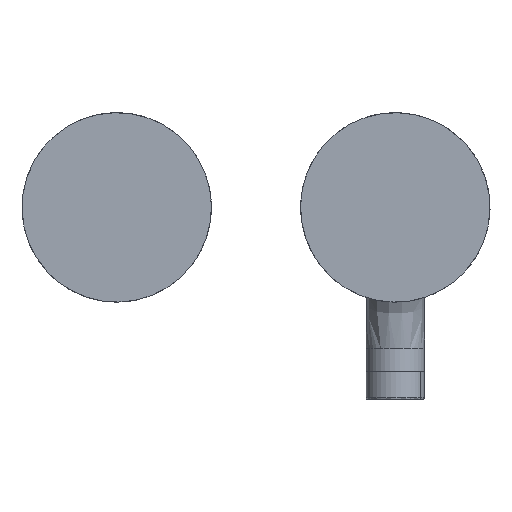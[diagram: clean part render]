
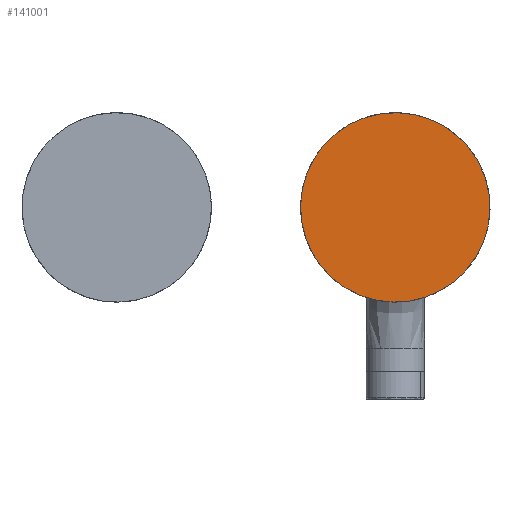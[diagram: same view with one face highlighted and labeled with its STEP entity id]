
A CAD part, left-side view. The second image highlights one B-rep face of the part: STEP entity #141001.
In plain terms, the highlighted face is planar.
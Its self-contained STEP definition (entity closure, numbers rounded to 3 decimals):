
#140711=CARTESIAN_POINT(' ',(29.838,-16.3,-3.));
#140712=VERTEX_POINT(' ',#140711);
#140726=CARTESIAN_POINT(' ',(0.,0.,-3.));
#140731=DIRECTION(' ',(0.,0.,-1.));
#140736=DIRECTION(' ',(-0.878,0.479,0.));
#140741=AXIS2_PLACEMENT_3D(' ',#140726,#140731,#140736);
#140746=CIRCLE('',#140741,34.);
#140751=CARTESIAN_POINT(' ',(-29.838,16.3,-3.));
#140752=VERTEX_POINT(' ',#140751);
#140756=EDGE_CURVE(' ',#140752,#140712,#140746,.T.);
#140846=CARTESIAN_POINT(' ',(0.,0.,-3.));
#140851=DIRECTION(' ',(0.,0.,-1.));
#140856=DIRECTION(' ',(0.878,-0.479,0.));
#140861=AXIS2_PLACEMENT_3D(' ',#140846,#140851,#140856);
#140866=CIRCLE('',#140861,34.);
#140871=EDGE_CURVE(' ',#140712,#140752,#140866,.T.);
#140956=DIRECTION(' ',(0.,0.,-1.));
#140961=CARTESIAN_POINT(' ',(-34.176,34.176,-3.));
#140966=DIRECTION(' ',(1.,0.,0.));
#140971=AXIS2_PLACEMENT_3D(' ',#140961,#140956,#140966);
#140976=PLANE('',#140971);
#140981=ORIENTED_EDGE(' ',*,*,#140756,.T.);
#140986=ORIENTED_EDGE(' ',*,*,#140871,.T.);
#140991=EDGE_LOOP(' ',(#140981,#140986));
#140996=FACE_OUTER_BOUND(' ',#140991,.T.);
#141001=ADVANCED_FACE('',(#140996),#140976,.T.);
